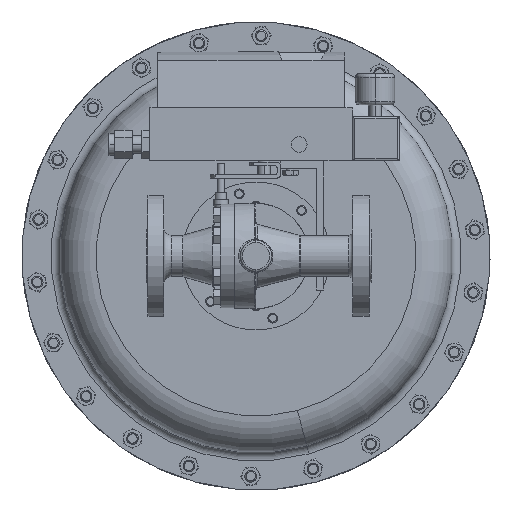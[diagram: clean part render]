
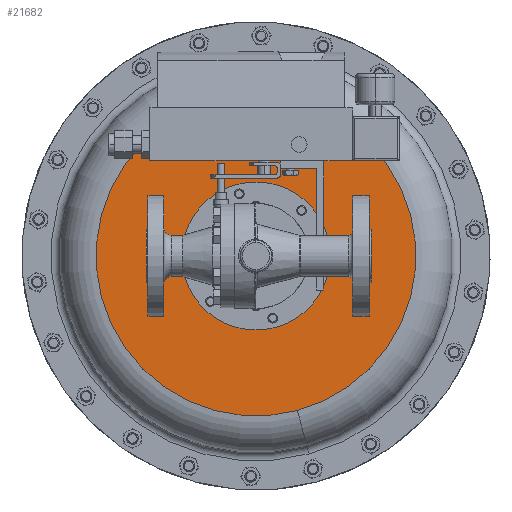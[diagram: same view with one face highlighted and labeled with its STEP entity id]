
A CAD part, front view. The second image highlights one B-rep face of the part: STEP entity #21682.
In plain terms, the highlighted planar face has unit normal (0, -1, 0).
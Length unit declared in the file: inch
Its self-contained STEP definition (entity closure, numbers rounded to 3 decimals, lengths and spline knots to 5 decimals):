
#744 = VERTEX_POINT ( 'NONE', #32056 ) ;
#1248 = CARTESIAN_POINT ( 'NONE',  ( 0., 6.4725, 0. ) ) ;
#2120 = DIRECTION ( 'NONE',  ( 0., 1., 0. ) ) ;
#4491 = CARTESIAN_POINT ( 'NONE',  ( 0., 6.4725, 0. ) ) ;
#4532 = DIRECTION ( 'NONE',  ( -0.259, 0., 0.966 ) ) ;
#4887 = AXIS2_PLACEMENT_3D ( 'NONE', #10156, #32531, #13400 ) ;
#5538 = EDGE_LOOP ( 'NONE', ( #10291, #17904 ) ) ;
#5811 = FACE_BOUND ( 'NONE', #14805, .T. ) ;
#6049 = AXIS2_PLACEMENT_3D ( 'NONE', #4491, #27095, #7822 ) ;
#7822 = DIRECTION ( 'NONE',  ( 0.707, 0., -0.707 ) ) ;
#8875 = CARTESIAN_POINT ( 'NONE',  ( 4.95037, 6.4725, 1.32645 ) ) ;
#8925 = CARTESIAN_POINT ( 'NONE',  ( 1.32645, 6.4725, -4.95037 ) ) ;
#9029 = DIRECTION ( 'NONE',  ( 0.259, 0., -0.966 ) ) ;
#10148 = VERTEX_POINT ( 'NONE', #8925 ) ;
#10156 = CARTESIAN_POINT ( 'NONE',  ( 0., 6.4725, 0. ) ) ;
#10291 = ORIENTED_EDGE ( 'NONE', *, *, #11715, .F. ) ;
#11715 = EDGE_CURVE ( 'NONE', #744, #10148, #41590, .T. ) ;
#12074 = EDGE_CURVE ( 'NONE', #14402, #24142, #13065, .T. ) ;
#13065 = CIRCLE ( 'NONE', #6049, 2.375 ) ;
#13400 = DIRECTION ( 'NONE',  ( 0.707, 0., -0.707 ) ) ;
#13490 = AXIS2_PLACEMENT_3D ( 'NONE', #8875, #28232, #9029 ) ;
#14402 = VERTEX_POINT ( 'NONE', #34066 ) ;
#14805 = EDGE_LOOP ( 'NONE', ( #37230, #30526 ) ) ;
#17904 = ORIENTED_EDGE ( 'NONE', *, *, #26530, .F. ) ;
#21565 = CARTESIAN_POINT ( 'NONE',  ( 0., 6.4725, 0. ) ) ;
#21682 = ADVANCED_FACE ( 'NONE', ( #38946, #5811 ), #25063, .T. ) ;
#23956 = DIRECTION ( 'NONE',  ( 0., 1., 0. ) ) ;
#24142 = VERTEX_POINT ( 'NONE', #31099 ) ;
#24401 = CIRCLE ( 'NONE', #4887, 2.375 ) ;
#24810 = DIRECTION ( 'NONE',  ( -0.259, 0., 0.966 ) ) ;
#25063 = PLANE ( 'NONE',  #13490 ) ;
#26530 = EDGE_CURVE ( 'NONE', #10148, #744, #35681, .T. ) ;
#27095 = DIRECTION ( 'NONE',  ( 0., 1., 0. ) ) ;
#28232 = DIRECTION ( 'NONE',  ( 0., -1., 0. ) ) ;
#28308 = EDGE_CURVE ( 'NONE', #24142, #14402, #24401, .T. ) ;
#30526 = ORIENTED_EDGE ( 'NONE', *, *, #28308, .T. ) ;
#31099 = CARTESIAN_POINT ( 'NONE',  ( 1.67938, 6.4725, -1.67938 ) ) ;
#32056 = CARTESIAN_POINT ( 'NONE',  ( -1.32645, 6.4725, 4.95037 ) ) ;
#32531 = DIRECTION ( 'NONE',  ( 0., 1., 0. ) ) ;
#34066 = CARTESIAN_POINT ( 'NONE',  ( -1.67938, 6.4725, 1.67938 ) ) ;
#35681 = CIRCLE ( 'NONE', #38475, 5.125 ) ;
#37230 = ORIENTED_EDGE ( 'NONE', *, *, #12074, .T. ) ;
#37747 = AXIS2_PLACEMENT_3D ( 'NONE', #1248, #23956, #4532 ) ;
#38475 = AXIS2_PLACEMENT_3D ( 'NONE', #21565, #2120, #24810 ) ;
#38946 = FACE_OUTER_BOUND ( 'NONE', #5538, .T. ) ;
#41590 = CIRCLE ( 'NONE', #37747, 5.125 ) ;
